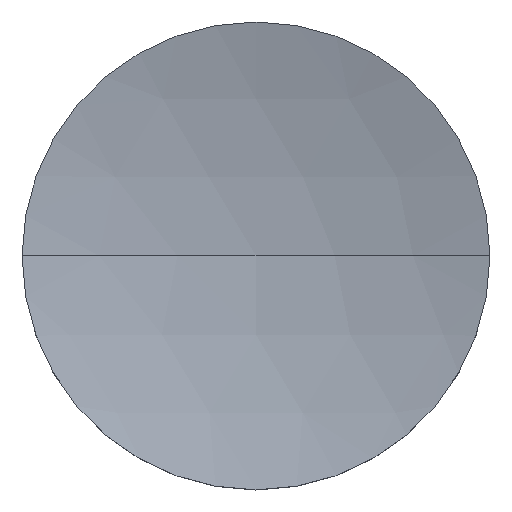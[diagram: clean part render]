
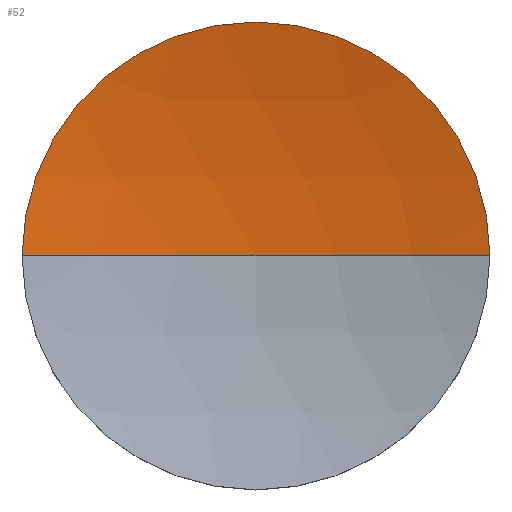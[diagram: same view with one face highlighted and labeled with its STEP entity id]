
A CAD part, top view. The second image highlights one B-rep face of the part: STEP entity #52.
In plain terms, the highlighted spherical face has radius 100 mm.
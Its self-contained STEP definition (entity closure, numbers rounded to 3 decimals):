
#4 = CARTESIAN_POINT ( 'NONE',  ( 0., 0., 6.72 ) ) ;
#17 = CARTESIAN_POINT ( 'NONE',  ( 0., 0., 106.72 ) ) ;
#28 = AXIS2_PLACEMENT_3D ( 'NONE', #132, #46, #194 ) ;
#32 = AXIS2_PLACEMENT_3D ( 'NONE', #167, #191, #103 ) ;
#36 = ORIENTED_EDGE ( 'NONE', *, *, #55, .F. ) ;
#43 = CIRCLE ( 'NONE', #28, 25.4 ) ;
#45 = DIRECTION ( 'NONE',  ( 0., 1., 0. ) ) ;
#46 = DIRECTION ( 'NONE',  ( 0., 0., -1. ) ) ;
#52 = ADVANCED_FACE ( 'NONE', ( #61 ), #142, .F. ) ;
#55 = EDGE_CURVE ( 'NONE', #163, #79, #129, .T. ) ;
#57 = AXIS2_PLACEMENT_3D ( 'NONE', #17, #196, #176 ) ;
#61 = FACE_OUTER_BOUND ( 'NONE', #106, .T. ) ;
#76 = AXIS2_PLACEMENT_3D ( 'NONE', #95, #45, #164 ) ;
#79 = VERTEX_POINT ( 'NONE', #4 ) ;
#95 = CARTESIAN_POINT ( 'NONE',  ( 0., 0., 106.72 ) ) ;
#100 = ORIENTED_EDGE ( 'NONE', *, *, #199, .F. ) ;
#103 = DIRECTION ( 'NONE',  ( 1., 0., 0. ) ) ;
#106 = EDGE_LOOP ( 'NONE', ( #100, #127, #36 ) ) ;
#108 = CIRCLE ( 'NONE', #32, 100. ) ;
#119 = CARTESIAN_POINT ( 'NONE',  ( -25.4, 0., 10. ) ) ;
#127 = ORIENTED_EDGE ( 'NONE', *, *, #184, .T. ) ;
#128 = CARTESIAN_POINT ( 'NONE',  ( 25.4, 0., 10. ) ) ;
#129 = CIRCLE ( 'NONE', #76, 100. ) ;
#132 = CARTESIAN_POINT ( 'NONE',  ( 0., 0., 10. ) ) ;
#142 = SPHERICAL_SURFACE ( 'NONE', #57, 100. ) ;
#163 = VERTEX_POINT ( 'NONE', #128 ) ;
#164 = DIRECTION ( 'NONE',  ( 0., 0., 1. ) ) ;
#167 = CARTESIAN_POINT ( 'NONE',  ( 0., 0., 106.72 ) ) ;
#176 = DIRECTION ( 'NONE',  ( 1., 0., 0. ) ) ;
#184 = EDGE_CURVE ( 'NONE', #188, #79, #108, .T. ) ;
#188 = VERTEX_POINT ( 'NONE', #119 ) ;
#191 = DIRECTION ( 'NONE',  ( 0., -1., 0. ) ) ;
#194 = DIRECTION ( 'NONE',  ( 1., 0., 0. ) ) ;
#196 = DIRECTION ( 'NONE',  ( 0., -1., 0. ) ) ;
#199 = EDGE_CURVE ( 'NONE', #188, #163, #43, .T. ) ;
